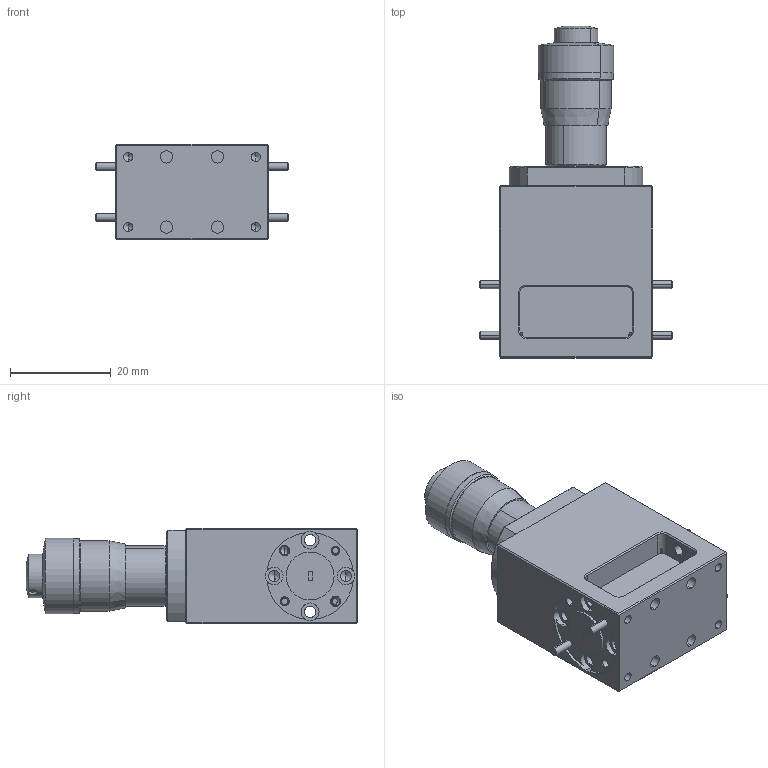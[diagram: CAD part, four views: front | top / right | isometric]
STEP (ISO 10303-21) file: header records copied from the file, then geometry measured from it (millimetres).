
FILE_DESCRIPTION (( 'STEP AP203' ), '1' );
FILE_NAME ('TA-MD-A-1.STEP', '2022-08-26T01:51:09', ( '' ), ( '' ), 'SwSTEP 2.0', 'SolidWorks 2021', '' );
FILE_SCHEMA (( 'CONFIG_CONTROL_DESIGN' ));
Length unit declared in the file: inch
Products named in the file (1): TA-MD-A-1
Bounding box: 38.23 x 66.05 x 19.05 mm (x, y, z)
Volume: 22500.7 mm3; surface area: 8078 mm2
Topology: 5 solids, 10 shells, 494 faces, 1183 edges, 716 vertices
Faces by surface type: cylinder 221, plane 134, cone 126, bspline 9, torus 4
Entity records: 18513 total; most frequent: CARTESIAN_POINT 7395, ORIENTED_EDGE 2318, DIRECTION 2313, EDGE_CURVE 1159, AXIS2_PLACEMENT_3D 914, VERTEX_POINT 716, EDGE_LOOP 567, FACE_OUTER_BOUND 494
